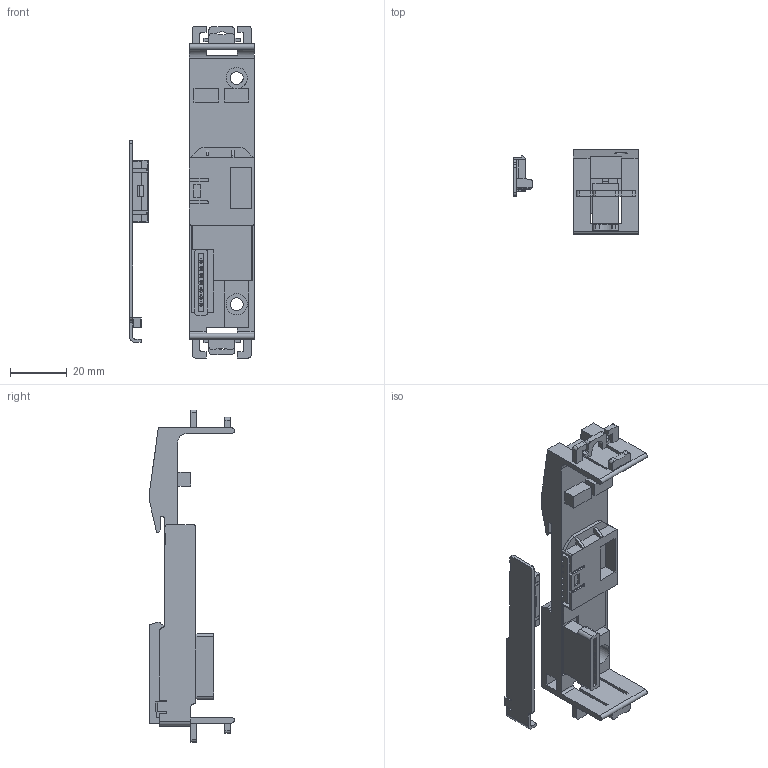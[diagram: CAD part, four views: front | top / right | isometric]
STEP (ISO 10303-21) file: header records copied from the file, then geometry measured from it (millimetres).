
FILE_DESCRIPTION(('HOOPS Exchange Step'),'2;1');
FILE_NAME('export-198090CA-B9A2-4FC5-866E-F9445F45A57D.stp','2023-01-19T11:49:20+01:00',('Engineering'),('Alibre'),'HOOPS Exchange 2021.0','Alibre','Unknown authorisation');
FILE_SCHEMA( ('AP242_MANAGED_MODEL_BASED_3D_ENGINEERING_MIM_LF {1 0 10303 442 1 1 4 }') );
Length unit declared in the file: millimetre
Products named in the file (3): 6210-1 3ZY1212-2FA00 Device Terminating Connector for 3RM Motorstarters; 6210-2 3ZY1212-2FA00 Device Terminating Connector for 3RM Motorstarters; 6210 3ZY1212-2FA00 Device Terminating Connector for 3RM Motorstarters
Assembly tree (2 placements, depth 2):
  6210 3ZY1212-2FA00 Device Terminating Connector for 3RM Motorstarters
    6210-1 3ZY1212-2FA00 Device Terminating Connector for 3RM Motorstarters
    6210-2 3ZY1212-2FA00 Device Terminating Connector for 3RM Motorstarters
Bounding box: 44.2 x 30 x 117.44 mm (x, y, z)
Volume: 21573.1 mm3; surface area: 19207.7 mm2
Topology: 2 solids, 2 shells, 775 faces, 2329 edges, 1542 vertices
Faces by surface type: plane 605, cylinder 170
Entity records: 26596 total; most frequent: CARTESIAN_POINT 4690, ORIENTED_EDGE 4660, DIRECTION 4240, EDGE_CURVE 2329, VECTOR 1976, LINE 1976, VERTEX_POINT 1542, AXIS2_PLACEMENT_3D 1132
